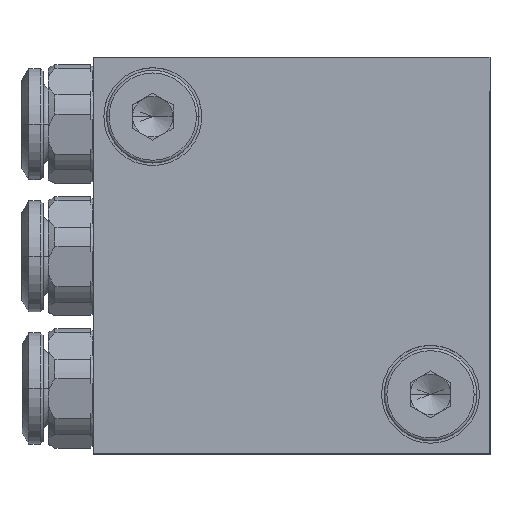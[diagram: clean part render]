
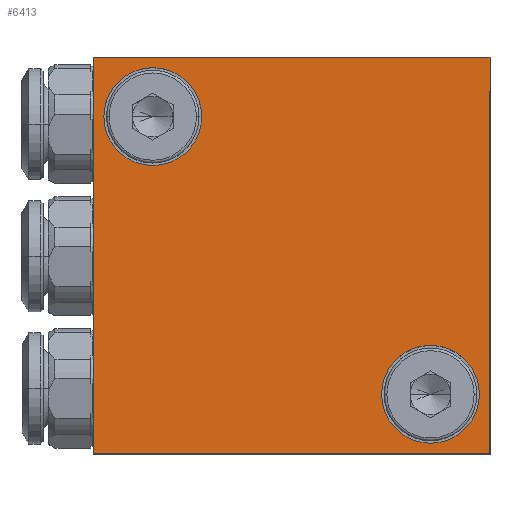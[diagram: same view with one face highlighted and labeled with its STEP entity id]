
A CAD part, top view. The second image highlights one B-rep face of the part: STEP entity #6413.
In plain terms, the highlighted planar face has unit normal (0, 0, 1).
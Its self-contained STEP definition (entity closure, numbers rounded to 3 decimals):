
#46 = EDGE_CURVE ( 'NONE', #6786, #7937, #6764, .T. ) ;
#169 = CARTESIAN_POINT ( 'NONE',  ( 14.2, -10.5, 49.6 ) ) ;
#180 = DIRECTION ( 'NONE',  ( 0., 0., 1. ) ) ;
#206 = EDGE_CURVE ( 'NONE', #1212, #9329, #8412, .T. ) ;
#431 = DIRECTION ( 'NONE',  ( 0., 1., 0. ) ) ;
#478 = CARTESIAN_POINT ( 'NONE',  ( -6.8, 10.5, 49.6 ) ) ;
#634 = PLANE ( 'NONE',  #5227 ) ;
#638 = ORIENTED_EDGE ( 'NONE', *, *, #206, .F. ) ;
#664 = VECTOR ( 'NONE', #431, 1000. ) ;
#669 = VERTEX_POINT ( 'NONE', #8048 ) ;
#918 = CARTESIAN_POINT ( 'NONE',  ( 15., 15., 49.6 ) ) ;
#965 = LINE ( 'NONE', #7855, #664 ) ;
#1212 = VERTEX_POINT ( 'NONE', #2340 ) ;
#1490 = AXIS2_PLACEMENT_3D ( 'NONE', #4112, #9907, #4942 ) ;
#1681 = AXIS2_PLACEMENT_3D ( 'NONE', #5090, #180, #5923 ) ;
#1744 = DIRECTION ( 'NONE',  ( 0., -1., 0. ) ) ;
#2302 = DIRECTION ( 'NONE',  ( 0., 0., 1. ) ) ;
#2340 = CARTESIAN_POINT ( 'NONE',  ( 15., -15., 49.6 ) ) ;
#2812 = EDGE_CURVE ( 'NONE', #669, #3087, #9460, .T. ) ;
#2926 = EDGE_LOOP ( 'NONE', ( #6409, #4021 ) ) ;
#3087 = VERTEX_POINT ( 'NONE', #478 ) ;
#3323 = DIRECTION ( 'NONE',  ( 1., 0., 0. ) ) ;
#3382 = CARTESIAN_POINT ( 'NONE',  ( 10.5, -10.5, 49.6 ) ) ;
#3807 = EDGE_CURVE ( 'NONE', #7348, #8413, #5628, .T. ) ;
#3865 = CARTESIAN_POINT ( 'NONE',  ( 6.8, -10.5, 49.6 ) ) ;
#3965 = DIRECTION ( 'NONE',  ( 0., 0., 1. ) ) ;
#4021 = ORIENTED_EDGE ( 'NONE', *, *, #6858, .F. ) ;
#4048 = CARTESIAN_POINT ( 'NONE',  ( 15., 15., 49.6 ) ) ;
#4112 = CARTESIAN_POINT ( 'NONE',  ( 10.5, -10.5, 49.6 ) ) ;
#4193 = DIRECTION ( 'NONE',  ( -1., 0., 0. ) ) ;
#4586 = CARTESIAN_POINT ( 'NONE',  ( -15., 15., 49.6 ) ) ;
#4834 = ORIENTED_EDGE ( 'NONE', *, *, #46, .F. ) ;
#4879 = CIRCLE ( 'NONE', #1490, 3.7 ) ;
#4942 = DIRECTION ( 'NONE',  ( -1., 0., 0. ) ) ;
#5041 = EDGE_LOOP ( 'NONE', ( #4834, #8410 ) ) ;
#5090 = CARTESIAN_POINT ( 'NONE',  ( -10.5, 10.5, 49.6 ) ) ;
#5184 = CARTESIAN_POINT ( 'NONE',  ( -15., -15., 49.6 ) ) ;
#5227 = AXIS2_PLACEMENT_3D ( 'NONE', #9672, #2302, #8033 ) ;
#5438 = EDGE_CURVE ( 'NONE', #8413, #1212, #5733, .T. ) ;
#5628 = LINE ( 'NONE', #9100, #9532 ) ;
#5670 = VECTOR ( 'NONE', #9734, 1000. ) ;
#5733 = LINE ( 'NONE', #918, #10634 ) ;
#5923 = DIRECTION ( 'NONE',  ( -1., 0., 0. ) ) ;
#6105 = ORIENTED_EDGE ( 'NONE', *, *, #3807, .F. ) ;
#6409 = ORIENTED_EDGE ( 'NONE', *, *, #2812, .F. ) ;
#6413 = ADVANCED_FACE ( 'NONE', ( #6840, #7089, #7354 ), #634, .T. ) ;
#6764 = CIRCLE ( 'NONE', #8540, 3.7 ) ;
#6786 = VERTEX_POINT ( 'NONE', #3865 ) ;
#6840 = FACE_BOUND ( 'NONE', #5041, .T. ) ;
#6858 = EDGE_CURVE ( 'NONE', #3087, #669, #10668, .T. ) ;
#7089 = FACE_BOUND ( 'NONE', #2926, .T. ) ;
#7348 = VERTEX_POINT ( 'NONE', #4586 ) ;
#7354 = FACE_OUTER_BOUND ( 'NONE', #9455, .T. ) ;
#7523 = CARTESIAN_POINT ( 'NONE',  ( -15., -15., 49.6 ) ) ;
#7855 = CARTESIAN_POINT ( 'NONE',  ( -15., 15., 49.6 ) ) ;
#7937 = VERTEX_POINT ( 'NONE', #169 ) ;
#8033 = DIRECTION ( 'NONE',  ( -1., 0., 0. ) ) ;
#8048 = CARTESIAN_POINT ( 'NONE',  ( -14.2, 10.5, 49.6 ) ) ;
#8410 = ORIENTED_EDGE ( 'NONE', *, *, #9825, .F. ) ;
#8412 = LINE ( 'NONE', #5184, #5670 ) ;
#8413 = VERTEX_POINT ( 'NONE', #4048 ) ;
#8540 = AXIS2_PLACEMENT_3D ( 'NONE', #3382, #9160, #4193 ) ;
#8692 = AXIS2_PLACEMENT_3D ( 'NONE', #8925, #3965, #9766 ) ;
#8925 = CARTESIAN_POINT ( 'NONE',  ( -10.5, 10.5, 49.6 ) ) ;
#9100 = CARTESIAN_POINT ( 'NONE',  ( -15., 15., 49.6 ) ) ;
#9160 = DIRECTION ( 'NONE',  ( 0., 0., 1. ) ) ;
#9329 = VERTEX_POINT ( 'NONE', #7523 ) ;
#9455 = EDGE_LOOP ( 'NONE', ( #9468, #6105, #10617, #638 ) ) ;
#9460 = CIRCLE ( 'NONE', #1681, 3.7 ) ;
#9468 = ORIENTED_EDGE ( 'NONE', *, *, #5438, .F. ) ;
#9532 = VECTOR ( 'NONE', #3323, 1000. ) ;
#9622 = EDGE_CURVE ( 'NONE', #9329, #7348, #965, .T. ) ;
#9672 = CARTESIAN_POINT ( 'NONE',  ( 15., -15., 49.6 ) ) ;
#9734 = DIRECTION ( 'NONE',  ( -1., 0., 0. ) ) ;
#9766 = DIRECTION ( 'NONE',  ( -1., 0., 0. ) ) ;
#9825 = EDGE_CURVE ( 'NONE', #7937, #6786, #4879, .T. ) ;
#9907 = DIRECTION ( 'NONE',  ( 0., 0., 1. ) ) ;
#10617 = ORIENTED_EDGE ( 'NONE', *, *, #9622, .F. ) ;
#10634 = VECTOR ( 'NONE', #1744, 1000. ) ;
#10668 = CIRCLE ( 'NONE', #8692, 3.7 ) ;
